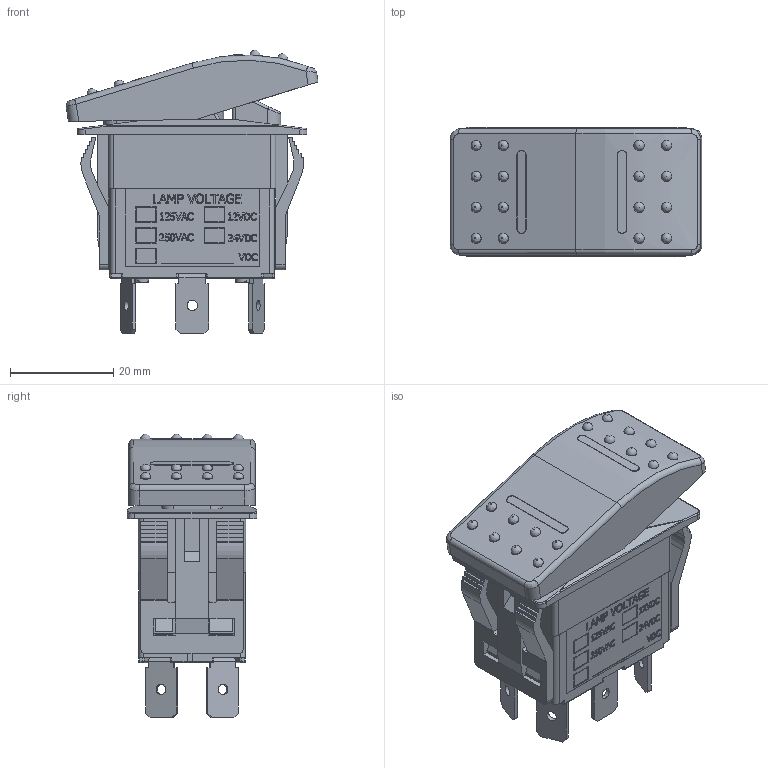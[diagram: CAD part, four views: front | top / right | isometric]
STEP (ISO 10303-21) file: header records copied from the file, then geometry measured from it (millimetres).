
FILE_DESCRIPTION(/* description */ (''),/* implementation_level */ '2;1');
FILE_NAME(/* name */ 'R723FB4-SXXXxx4xxx.stp',/* time_stamp */ '2025-06-02T15:34:49-05:00',/* author */ ('mroman'),/* organization */ (''),/* preprocessor_version */ 'ST-DEVELOPER v18.1',/* originating_system */ 'Autodesk Inventor 2022',/* authorisation */ '');
FILE_SCHEMA (('AUTOMOTIVE_DESIGN { 1 0 10303 214 3 1 1 }'));
Products named in the file (1): R723FB4-SXXXxx4xxx
Bounding box: 48.87 x 25.15 x 54.99 mm (x, y, z)
Volume: 15278.4 mm3; surface area: 17928.9 mm2
Topology: 2 solids, 2 shells, 1710 faces, 4738 edges, 3085 vertices
Faces by surface type: plane 942, cylinder 391, bspline 321, sphere 39, torus 14, cone 3
Full cylindrical faces by diameter (mm): 1 x2, 1.9 x1, 2 x22, 2.8 x6, 6.4 x1
Entity records: 58224 total; most frequent: CARTESIAN_POINT 16069, ORIENTED_EDGE 9410, DIRECTION 7689, EDGE_CURVE 4705, VERTEX_POINT 3087, LINE 3041, VECTOR 3041, AXIS2_PLACEMENT_3D 2324
